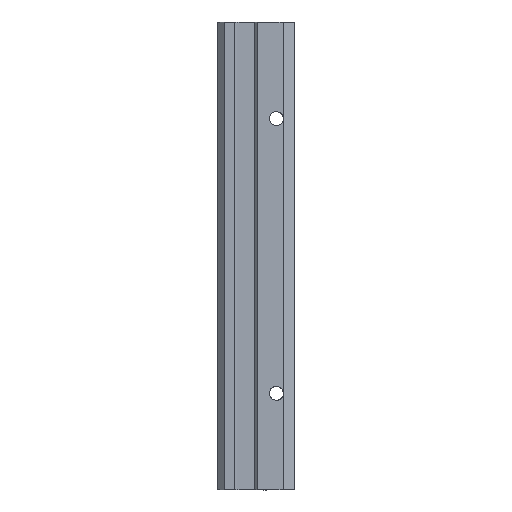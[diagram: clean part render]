
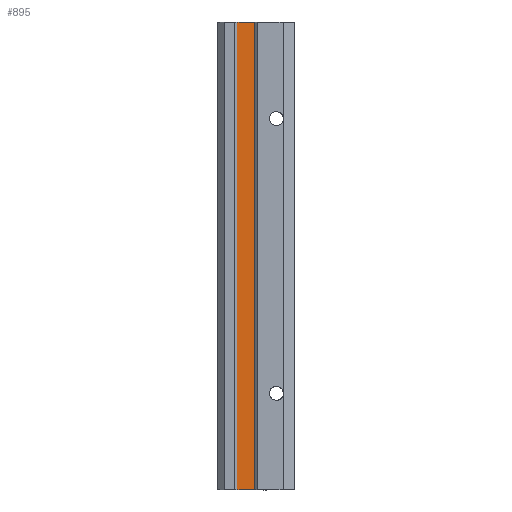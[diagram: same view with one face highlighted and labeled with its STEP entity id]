
A CAD part, left-side view. The second image highlights one B-rep face of the part: STEP entity #895.
In plain terms, the highlighted planar face has unit normal (-1, 0, 0).
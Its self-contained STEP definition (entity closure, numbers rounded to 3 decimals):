
#34 = LINE ( 'NONE', #356, #582 ) ;
#201 = CARTESIAN_POINT ( 'NONE',  ( -10., 22.5, -184. ) ) ;
#330 = DIRECTION ( 'NONE',  ( 0., 0., -1. ) ) ;
#349 = LINE ( 'NONE', #2040, #1268 ) ;
#355 = VECTOR ( 'NONE', #3226, 1000. ) ;
#356 = CARTESIAN_POINT ( 'NONE',  ( -10., 22.5, -92. ) ) ;
#485 = VERTEX_POINT ( 'NONE', #2584 ) ;
#579 = VERTEX_POINT ( 'NONE', #3692 ) ;
#582 = VECTOR ( 'NONE', #330, 1000. ) ;
#723 = VECTOR ( 'NONE', #2491, 1000. ) ;
#856 = ORIENTED_EDGE ( 'NONE', *, *, #1992, .T. ) ;
#879 = DIRECTION ( 'NONE',  ( 0., -1., 0. ) ) ;
#895 = ADVANCED_FACE ( 'NONE', ( #2466 ), #1936, .T. ) ;
#1090 = DIRECTION ( 'NONE',  ( -1., 0., 0. ) ) ;
#1268 = VECTOR ( 'NONE', #879, 1000. ) ;
#1342 = ORIENTED_EDGE ( 'NONE', *, *, #3480, .F. ) ;
#1446 = CARTESIAN_POINT ( 'NONE',  ( -10., 22.5, 0. ) ) ;
#1832 = CARTESIAN_POINT ( 'NONE',  ( -10., 22.5, -184. ) ) ;
#1852 = EDGE_LOOP ( 'NONE', ( #856, #2375, #1342, #2080 ) ) ;
#1936 = PLANE ( 'NONE',  #2285 ) ;
#1992 = EDGE_CURVE ( 'NONE', #3617, #485, #3574, .T. ) ;
#2040 = CARTESIAN_POINT ( 'NONE',  ( -10., 15., 0. ) ) ;
#2080 = ORIENTED_EDGE ( 'NONE', *, *, #3645, .T. ) ;
#2285 = AXIS2_PLACEMENT_3D ( 'NONE', #201, #1090, #2506 ) ;
#2375 = ORIENTED_EDGE ( 'NONE', *, *, #3298, .T. ) ;
#2466 = FACE_OUTER_BOUND ( 'NONE', #1852, .T. ) ;
#2491 = DIRECTION ( 'NONE',  ( 0., 0., 1. ) ) ;
#2506 = DIRECTION ( 'NONE',  ( 0., -1., 0. ) ) ;
#2584 = CARTESIAN_POINT ( 'NONE',  ( -10., 15.5, -184. ) ) ;
#2618 = CARTESIAN_POINT ( 'NONE',  ( -10., 19., -184. ) ) ;
#2798 = LINE ( 'NONE', #3675, #723 ) ;
#3226 = DIRECTION ( 'NONE',  ( 0., -1., 0. ) ) ;
#3298 = EDGE_CURVE ( 'NONE', #485, #579, #2798, .T. ) ;
#3480 = EDGE_CURVE ( 'NONE', #3494, #579, #349, .T. ) ;
#3494 = VERTEX_POINT ( 'NONE', #1446 ) ;
#3574 = LINE ( 'NONE', #2618, #355 ) ;
#3617 = VERTEX_POINT ( 'NONE', #1832 ) ;
#3645 = EDGE_CURVE ( 'NONE', #3494, #3617, #34, .T. ) ;
#3675 = CARTESIAN_POINT ( 'NONE',  ( -10., 15.5, -92. ) ) ;
#3692 = CARTESIAN_POINT ( 'NONE',  ( -10., 15.5, 0. ) ) ;
